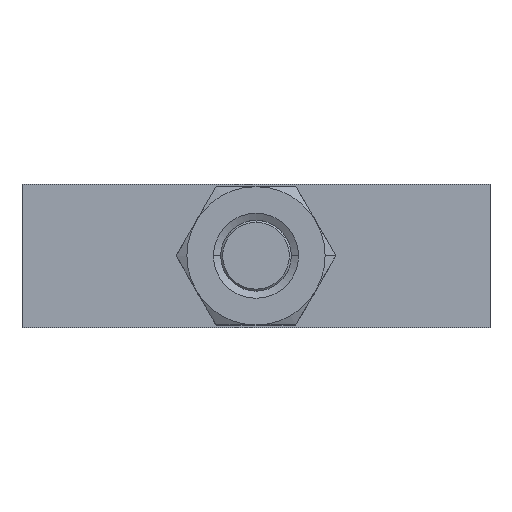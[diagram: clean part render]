
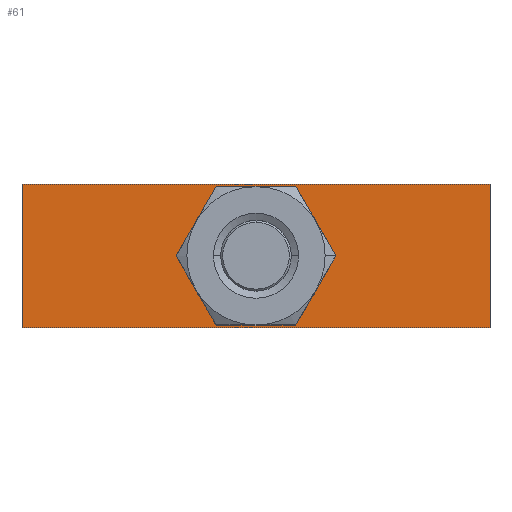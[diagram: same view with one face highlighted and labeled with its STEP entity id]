
A CAD part, top view. The second image highlights one B-rep face of the part: STEP entity #61.
In plain terms, the highlighted planar face has unit normal (0, 0, 1).
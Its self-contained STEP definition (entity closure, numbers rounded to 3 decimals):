
#7 = LINE ( 'NONE', #1637, #1214 ) ;
#57 = VECTOR ( 'NONE', #74, 1000. ) ;
#61 = ADVANCED_FACE ( 'NONE', ( #1087, #1109 ), #1075, .F. ) ;
#74 = DIRECTION ( 'NONE',  ( 1., 0., 0. ) ) ;
#152 = CARTESIAN_POINT ( 'NONE',  ( 0., 9., 28.5 ) ) ;
#238 = CARTESIAN_POINT ( 'NONE',  ( 0., 15.75, 28.5 ) ) ;
#251 = CIRCLE ( 'NONE', #746, 6.55 ) ;
#262 = VERTEX_POINT ( 'NONE', #1599 ) ;
#357 = EDGE_LOOP ( 'NONE', ( #403, #1889 ) ) ;
#379 = VERTEX_POINT ( 'NONE', #1431 ) ;
#389 = DIRECTION ( 'NONE',  ( -1., 0., 0. ) ) ;
#402 = CARTESIAN_POINT ( 'NONE',  ( 6.55, 9., 28.5 ) ) ;
#403 = ORIENTED_EDGE ( 'NONE', *, *, #1314, .F. ) ;
#449 = DIRECTION ( 'NONE',  ( 0., 0., -1. ) ) ;
#496 = CARTESIAN_POINT ( 'NONE',  ( -22., 9., 28.5 ) ) ;
#540 = VECTOR ( 'NONE', #1670, 1000. ) ;
#600 = LINE ( 'NONE', #496, #1286 ) ;
#617 = VERTEX_POINT ( 'NONE', #402 ) ;
#651 = DIRECTION ( 'NONE',  ( 0., 1., 0. ) ) ;
#706 = CARTESIAN_POINT ( 'NONE',  ( 22., 9., 28.5 ) ) ;
#730 = EDGE_CURVE ( 'NONE', #617, #262, #251, .T. ) ;
#744 = EDGE_CURVE ( 'NONE', #1572, #379, #1400, .T. ) ;
#746 = AXIS2_PLACEMENT_3D ( 'NONE', #1351, #898, #389 ) ;
#831 = CARTESIAN_POINT ( 'NONE',  ( 22., 2.25, 28.5 ) ) ;
#898 = DIRECTION ( 'NONE',  ( 0., 0., 1. ) ) ;
#928 = DIRECTION ( 'NONE',  ( 0., -1., 0. ) ) ;
#983 = DIRECTION ( 'NONE',  ( -1., 0., 0. ) ) ;
#1023 = CIRCLE ( 'NONE', #1488, 6.55 ) ;
#1075 = PLANE ( 'NONE',  #1276 ) ;
#1087 = FACE_OUTER_BOUND ( 'NONE', #1803, .T. ) ;
#1107 = DIRECTION ( 'NONE',  ( -1., 0., 0. ) ) ;
#1109 = FACE_BOUND ( 'NONE', #357, .T. ) ;
#1214 = VECTOR ( 'NONE', #983, 1000. ) ;
#1231 = ORIENTED_EDGE ( 'NONE', *, *, #1713, .F. ) ;
#1255 = CARTESIAN_POINT ( 'NONE',  ( 0., 9., 28.5 ) ) ;
#1276 = AXIS2_PLACEMENT_3D ( 'NONE', #152, #449, #928 ) ;
#1286 = VECTOR ( 'NONE', #651, 1000. ) ;
#1314 = EDGE_CURVE ( 'NONE', #262, #617, #1023, .T. ) ;
#1351 = CARTESIAN_POINT ( 'NONE',  ( 0., 9., 28.5 ) ) ;
#1400 = LINE ( 'NONE', #706, #540 ) ;
#1426 = DIRECTION ( 'NONE',  ( 0., 0., 1. ) ) ;
#1431 = CARTESIAN_POINT ( 'NONE',  ( 22., 15.75, 28.5 ) ) ;
#1464 = ORIENTED_EDGE ( 'NONE', *, *, #744, .T. ) ;
#1488 = AXIS2_PLACEMENT_3D ( 'NONE', #1255, #1426, #1107 ) ;
#1507 = ORIENTED_EDGE ( 'NONE', *, *, #1985, .F. ) ;
#1563 = VERTEX_POINT ( 'NONE', #1930 ) ;
#1572 = VERTEX_POINT ( 'NONE', #831 ) ;
#1599 = CARTESIAN_POINT ( 'NONE',  ( -6.55, 9., 28.5 ) ) ;
#1613 = VERTEX_POINT ( 'NONE', #1926 ) ;
#1637 = CARTESIAN_POINT ( 'NONE',  ( 0., 2.25, 28.5 ) ) ;
#1638 = EDGE_CURVE ( 'NONE', #1572, #1613, #7, .T. ) ;
#1670 = DIRECTION ( 'NONE',  ( 0., 1., 0. ) ) ;
#1713 = EDGE_CURVE ( 'NONE', #1563, #379, #1873, .T. ) ;
#1803 = EDGE_LOOP ( 'NONE', ( #1464, #1231, #1507, #2011 ) ) ;
#1873 = LINE ( 'NONE', #238, #57 ) ;
#1889 = ORIENTED_EDGE ( 'NONE', *, *, #730, .F. ) ;
#1926 = CARTESIAN_POINT ( 'NONE',  ( -22., 2.25, 28.5 ) ) ;
#1930 = CARTESIAN_POINT ( 'NONE',  ( -22., 15.75, 28.5 ) ) ;
#1985 = EDGE_CURVE ( 'NONE', #1613, #1563, #600, .T. ) ;
#2011 = ORIENTED_EDGE ( 'NONE', *, *, #1638, .F. ) ;
